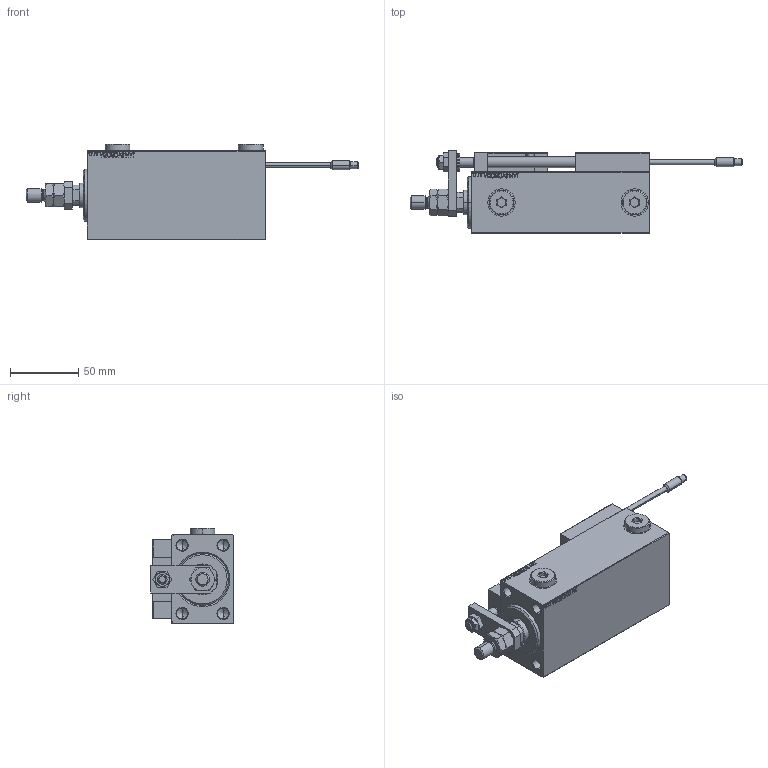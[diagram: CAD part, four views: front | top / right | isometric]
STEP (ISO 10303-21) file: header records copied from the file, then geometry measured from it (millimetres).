
FILE_DESCRIPTION (( 'STEP AP203' ), '1' );
FILE_NAME ('b4a2.STEP', '2024-02-12T00:49:36', ( '' ), ( '' ), 'SwSTEP 2.0', 'SolidWorks 2019', '' );
FILE_SCHEMA (( 'CONFIG_CONTROL_DESIGN' ));
Length unit declared in the file: millimetre
Products named in the file (18): V450CM_VC_B cc72c35ac103be30e968083ddd46852c; ALLEN BOLT D5 cc72c35ac103be30e968083ddd46852c; b4a2; NUT_D10 cc72c35ac103be30e968083ddd46852c; Block cc72c35ac103be30e968083ddd46852c; KONCOVKA_Y cc72c35ac103be30e968083ddd46852c; SWITCH_X_FRONT_BACK cc72c35ac103be30e968083ddd46852c; ALLEN BOLT D8 cc72c35ac103be30e968083ddd46852c; ZARAZKA cc72c35ac103be30e968083ddd46852c; V450CM_B_Body cc72c35ac103be30e968083ddd46852c; X_Y_MTA cc72c35ac103be30e968083ddd46852c; MAGNET cc72c35ac103be30e968083ddd46852c; V450CM_B_VCP cc72c35ac103be30e968083ddd46852c; SWITCH X cc72c35ac103be30e968083ddd46852c; NUT_D12 cc72c35ac103be30e968083ddd46852c; SWITCH DIM B,W cc72c35ac103be30e968083ddd46852c; TYC_L79 cc72c35ac103be30e968083ddd46852c; Zatka_OIL_PORT cc72c35ac103be30e968083ddd46852c
Assembly tree (28 placements, depth 3):
  b4a2
    V450CM_B_Body cc72c35ac103be30e968083ddd46852c
    V450CM_B_VCP cc72c35ac103be30e968083ddd46852c
    SWITCH X cc72c35ac103be30e968083ddd46852c
      SWITCH_X_FRONT_BACK cc72c35ac103be30e968083ddd46852c  x2
      TYC_L79 cc72c35ac103be30e968083ddd46852c
      Block cc72c35ac103be30e968083ddd46852c  x2
      ALLEN BOLT D5 cc72c35ac103be30e968083ddd46852c  x4
      ALLEN BOLT D8 cc72c35ac103be30e968083ddd46852c  x4
      MAGNET cc72c35ac103be30e968083ddd46852c  x2
      KONCOVKA_Y cc72c35ac103be30e968083ddd46852c  x2
    NUT_D10 cc72c35ac103be30e968083ddd46852c
    NUT_D12 cc72c35ac103be30e968083ddd46852c
    SWITCH DIM B,W cc72c35ac103be30e968083ddd46852c
    ZARAZKA cc72c35ac103be30e968083ddd46852c
    V450CM_VC_B cc72c35ac103be30e968083ddd46852c
    X_Y_MTA cc72c35ac103be30e968083ddd46852c
    Zatka_OIL_PORT cc72c35ac103be30e968083ddd46852c  x2
Bounding box: 243 x 60.5 x 69.9 mm (x, y, z)
Volume: 407441.2 mm3; surface area: 92502.9 mm2
Topology: 27 solids, 27 shells, 1443 faces, 3416 edges, 2148 vertices
Faces by surface type: plane 612, bspline 380, cylinder 212, cone 185, torus 50, sphere 4
Entity records: 54373 total; most frequent: CARTESIAN_POINT 27088, ORIENTED_EDGE 5696, DIRECTION 4021, EDGE_CURVE 2848, VERTEX_POINT 1836, VECTOR 1603, LINE 1603, EDGE_LOOP 1328
